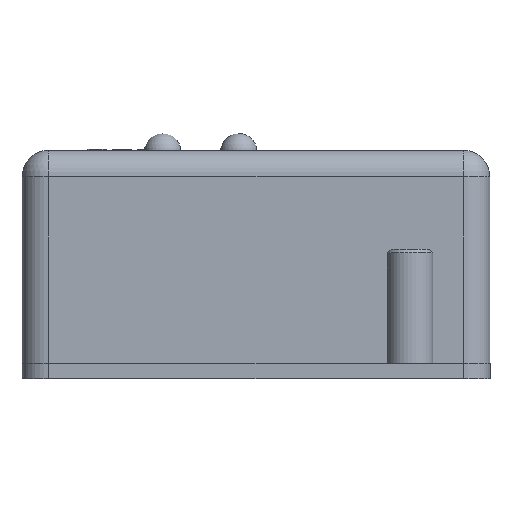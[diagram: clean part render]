
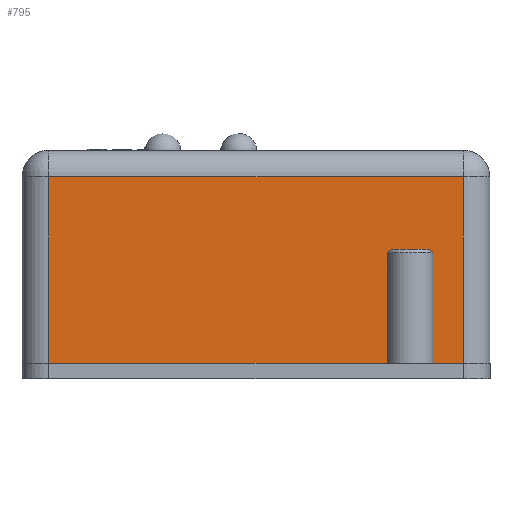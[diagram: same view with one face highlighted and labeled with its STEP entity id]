
A CAD part, left-side view. The second image highlights one B-rep face of the part: STEP entity #795.
In plain terms, the highlighted planar face has unit normal (-1, 0, 0).
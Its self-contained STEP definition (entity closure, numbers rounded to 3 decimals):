
#705=CARTESIAN_POINT('',(-30.,27.25,0.));
#706=VERTEX_POINT('',#705);
#714=CARTESIAN_POINT('',(-30.,27.25,24.5));
#715=VERTEX_POINT('',#714);
#716=CARTESIAN_POINT('',(-30.,27.25,0.));
#717=DIRECTION('',(0.0,0.0,1.0));
#718=VECTOR('',#717,24.5);
#719=LINE('',#716,#718);
#720=EDGE_CURVE('',#706,#715,#719,.T.);
#765=CARTESIAN_POINT('',(-30.,-30.75,0.));
#766=DIRECTION('',(-1.0,0.0,0.0));
#767=DIRECTION('',(0.0,0.0,1.0));
#768=AXIS2_PLACEMENT_3D('',#765,#766,#767);
#769=PLANE('',#768);
#770=ORIENTED_EDGE('',*,*,#720,.F.);
#771=CARTESIAN_POINT('',(-30.,-27.25,0.));
#772=VERTEX_POINT('',#771);
#773=CARTESIAN_POINT('',(-30.,27.25,0.));
#774=DIRECTION('',(0.0,-1.0,0.0));
#775=VECTOR('',#774,54.5);
#776=LINE('',#773,#775);
#777=EDGE_CURVE('',#706,#772,#776,.T.);
#778=ORIENTED_EDGE('',*,*,#777,.T.);
#779=CARTESIAN_POINT('',(-30.,-27.25,24.5));
#780=VERTEX_POINT('',#779);
#781=CARTESIAN_POINT('',(-30.,-27.25,24.5));
#782=DIRECTION('',(0.0,0.0,-1.0));
#783=VECTOR('',#782,24.5);
#784=LINE('',#781,#783);
#785=EDGE_CURVE('',#780,#772,#784,.T.);
#786=ORIENTED_EDGE('',*,*,#785,.F.);
#787=CARTESIAN_POINT('',(-30.,27.25,24.5));
#788=DIRECTION('',(0.0,-1.0,0.0));
#789=VECTOR('',#788,54.5);
#790=LINE('',#787,#789);
#791=EDGE_CURVE('',#715,#780,#790,.T.);
#792=ORIENTED_EDGE('',*,*,#791,.F.);
#793=EDGE_LOOP('',(#770,#778,#786,#792));
#794=FACE_OUTER_BOUND('',#793,.T.);
#795=ADVANCED_FACE('',(#794),#769,.T.);
